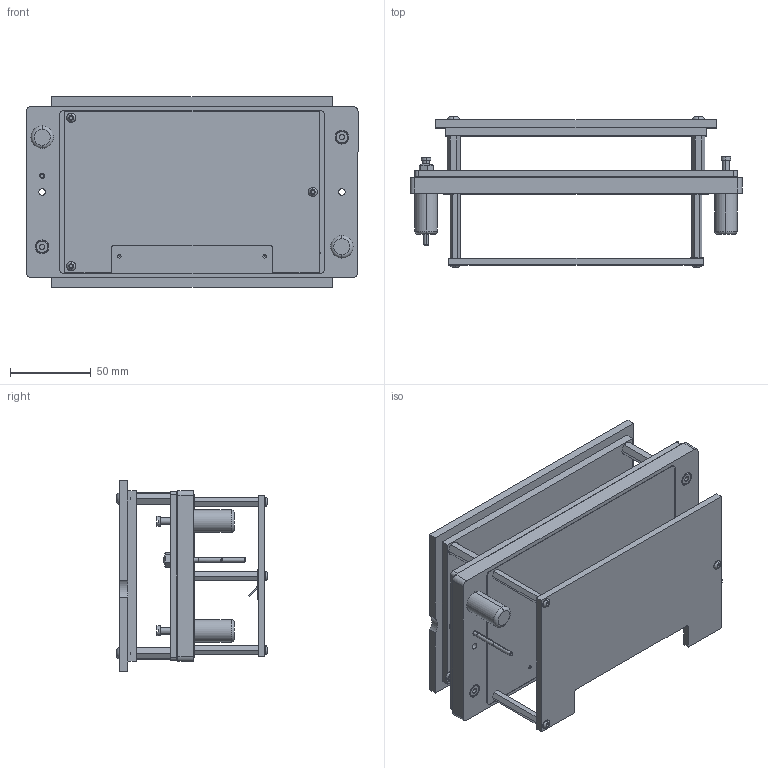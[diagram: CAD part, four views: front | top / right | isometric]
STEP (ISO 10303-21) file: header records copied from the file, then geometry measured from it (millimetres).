
FILE_DESCRIPTION (( 'STEP AP214' ), '1' );
FILE_NAME ('30800-KIT~6.STEP', '2019-09-19T11:37:49', ( '' ), ( '' ), 'SwSTEP 2.0', 'SolidWorks 2018', '' );
FILE_SCHEMA (( 'AUTOMOTIVE_DESIGN' ));
Length unit declared in the file: millimetre
Products named in the file (27): 30800-KIT~6; 101905~1_S; 2229~6; ISO7380~n_M03,0x010; 35419~0; 1583~0_Hub 15mm<Standard>; 49908~6; 28377~12; 42695~3_kontaktiert<Standard>; 53731~0; 37675~0_S; 5015~0; DIN7991~n_M04,0x010; DIN7991~n_M03,0x016 VA; GKS-114-0015~-g-k-s_Hub = 16,0 AH<S>; 45701~0_S; ISO7380~n_M04,0x016; Gewindebuchse~n_M04-09,5 offen; 2196~6; 39020~4_hub max 7 <S>; 30807~6; 34851~0_S; 41899~3_flexiebel GKS auf AH <S>; 3917~3_M 3 A; KS-113-Master~-k-s_KS-113 23; SKB-II~-s-k-i-i_M3,0x40 St; 41217~2_S
Assembly tree (44 placements, depth 4):
  30800-KIT~6
    42695~3_kontaktiert<Standard>
      49908~6
      45701~0_S  x4
      ISO7380~n_M04,0x016  x4
    39020~4_hub max 7 <S>
      101905~1_S
        28377~12
      30807~6
      41217~2_S
      SKB-II~-s-k-i-i_M3,0x40 St  x3
      1583~0_Hub 15mm<Standard>  x2
      2229~6  x2
      2196~6  x2
      35419~0  x2
      41899~3_flexiebel GKS auf AH <S>
        KS-113-Master~-k-s_KS-113 23
        GKS-114-0015~-g-k-s_Hub = 16,0 AH<S>
        53731~0
        3917~3_M 3 A
      5015~0
      Gewindebuchse~n_M04-09,5 offen  x2
      34851~0_S
      37675~0_S
      ISO7380~n_M03,0x010  x3
      DIN7991~n_M04,0x010  x2
      DIN7991~n_M03,0x016 VA  x3
Bounding box: 206 x 93.85 x 118 mm (x, y, z)
Volume: 555707.6 mm3; surface area: 197720.2 mm2
Topology: 43 solids, 43 shells, 1283 faces, 3054 edges, 1950 vertices
Faces by surface type: plane 569, cylinder 506, cone 154, torus 46, bspline 4, sphere 4
Entity records: 25383 total; most frequent: CARTESIAN_POINT 5464, DIRECTION 4093, ORIENTED_EDGE 3538, EDGE_CURVE 1769, AXIS2_PLACEMENT_3D 1561, VERTEX_POINT 1150, VECTOR 971, LINE 971
